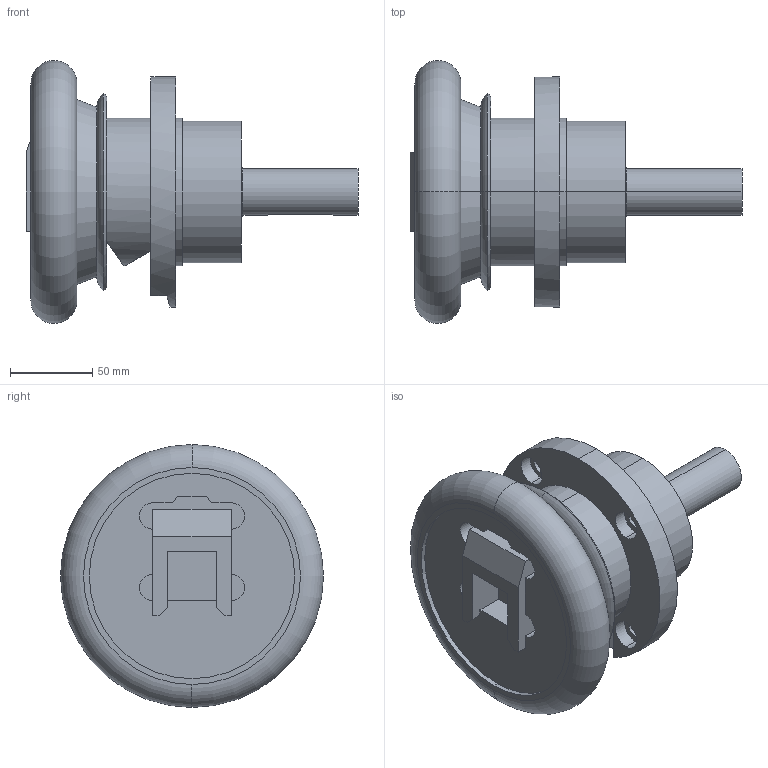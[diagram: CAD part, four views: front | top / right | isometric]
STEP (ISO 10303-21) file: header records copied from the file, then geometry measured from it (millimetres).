
FILE_DESCRIPTION (( 'STEP AP203' ), '1' );
FILE_NAME ('FLW28(方口30).STEP', '2018-12-03T11:03:47', ( '微软用户' ), ( '微软中国' ), 'SwSTEP 2.0', 'SolidWorks 2012', '' );
FILE_SCHEMA (( 'CONFIG_CONTROL_DESIGN' ));
Length unit declared in the file: millimetre
Products named in the file (1): FLW28(源諳30)
Bounding box: 202 x 160 x 160 mm (x, y, z)
Volume: 1283109.3 mm3; surface area: 124030.6 mm2
Topology: 1 solids, 1 shells, 141 faces, 339 edges, 223 vertices
Faces by surface type: plane 80, cylinder 53, torus 6, cone 2
Entity records: 4273 total; most frequent: CARTESIAN_POINT 790, DIRECTION 732, ORIENTED_EDGE 678, EDGE_CURVE 339, AXIS2_PLACEMENT_3D 261, VERTEX_POINT 223, VECTOR 210, LINE 210
